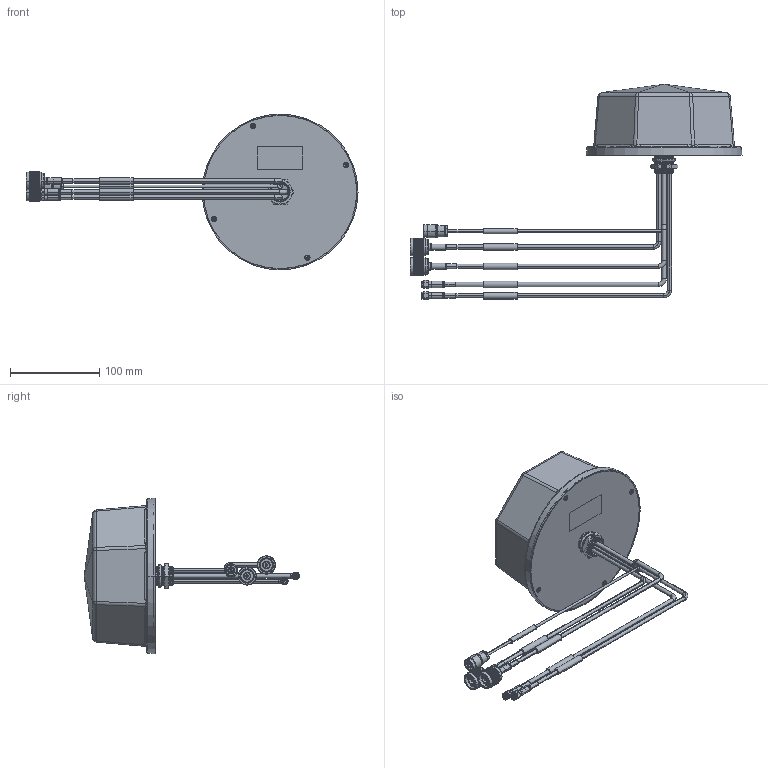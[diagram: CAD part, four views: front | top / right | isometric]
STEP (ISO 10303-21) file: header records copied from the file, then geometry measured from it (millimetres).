
FILE_DESCRIPTION (( 'STEP AP214' ), '1' );
FILE_NAME ('FMANOM1131_3D.step', '2023-08-04T23:00:41', ( '' ), ( '' ), 'SwSTEP 2.0', 'SolidWorks 2022', '' );
FILE_SCHEMA (( 'AUTOMOTIVE_DESIGN' ));
Length unit declared in the file: inch
Products named in the file (12): PE4303^CB221YD_FMANOM1131; PE4329^CB221YD_FMANOM1131_CRIMPED; KA3X10^CB221YD_FMANOM1131; FMANOM1131_3D; CB221YD^FMANOM1131; PE4769_WI-FI^CB221YD_FMANOM1131; O-26X3^CB221YD_FMANOM1131; CB441YD_01^CB221YD_FMANOM1131; wires^CB221YD_FMANOM1131; CB421YD_01^CB221YD_FMANOM1131; LUOMU_M22^CB221YD_FMANOM1131; CB421YD_02^CB221YD_FMANOM1131
Assembly tree (16 placements, depth 3):
  FMANOM1131_3D
    CB221YD^FMANOM1131
      CB441YD_01^CB221YD_FMANOM1131
      CB421YD_01^CB221YD_FMANOM1131
      CB421YD_02^CB221YD_FMANOM1131
      KA3X10^CB221YD_FMANOM1131  x4
      wires^CB221YD_FMANOM1131
      O-26X3^CB221YD_FMANOM1131
      LUOMU_M22^CB221YD_FMANOM1131
      PE4303^CB221YD_FMANOM1131
      PE4329^CB221YD_FMANOM1131_CRIMPED  x2
      PE4769_WI-FI^CB221YD_FMANOM1131  x2
Bounding box: 372.83 x 242.05 x 175 mm (x, y, z)
Volume: 223146.5 mm3; surface area: 211892.1 mm2
Topology: 21 solids, 23 shells, 5815 faces, 12773 edges, 7058 vertices
Faces by surface type: bspline 3710, cylinder 1477, plane 311, cone 211, torus 98, sphere 8
Entity records: 125561 total; most frequent: CARTESIAN_POINT 77821, ORIENTED_EDGE 13568, EDGE_CURVE 6784, DIRECTION 4862, VERTEX_POINT 3770, EDGE_LOOP 3154, FACE_OUTER_BOUND 3091, ADVANCED_FACE 3091
